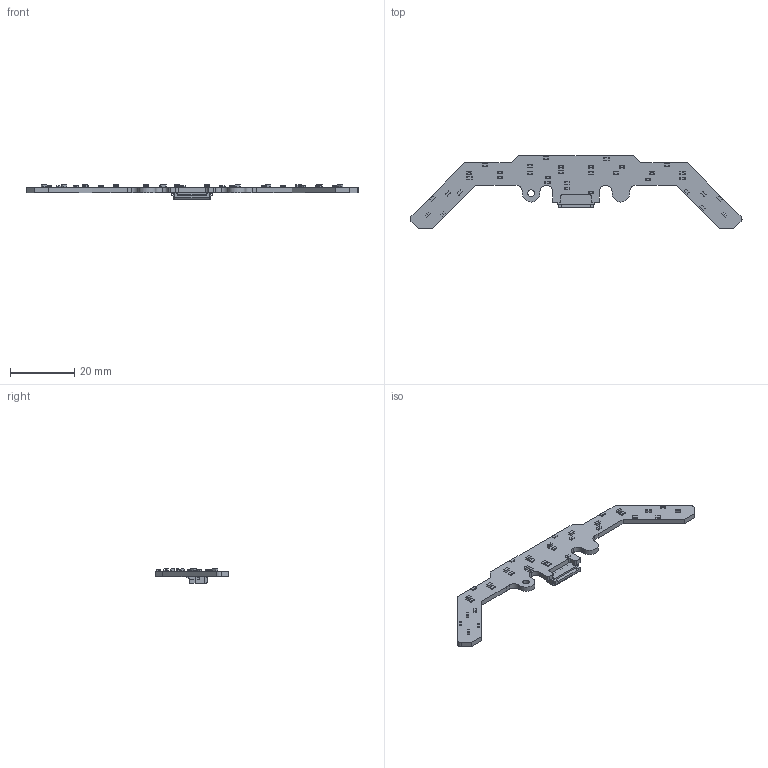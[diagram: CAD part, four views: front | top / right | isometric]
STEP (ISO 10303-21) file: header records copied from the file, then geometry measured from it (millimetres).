
FILE_DESCRIPTION(('KiCad electronic assembly'),'2;1');
FILE_NAME('Sensor_PCB.step','2024-11-23T05:15:38',('Pcbnew'),('Kicad'), 'Open CASCADE STEP processor 7.8','KiCad to STEP converter','Unknown' );
FILE_SCHEMA(('AUTOMOTIVE_DESIGN { 1 0 10303 214 1 1 1 1 }'));
Length unit declared in the file: millimetre
Products named in the file (8): Sensor_PCB 1; C_0603_1608Metric; R_0603_1608Metric; Hirose_FH12-17S-0.5SH_1x17-1MP_P0.50mm_Horizontal; Hirose_FH12_xxS_0_5SH_Parametric_v0_1; Sensor_PCB_PCB
Assembly tree (40 placements, depth 3):
  Sensor_PCB 1
    C_0603_1608Metric  x14
      C_0603_1608Metric
    R_0603_1608Metric  x21
      R_0603_1608Metric
    Hirose_FH12-17S-0.5SH_1x17-1MP_P0.50mm_Horizontal
      Hirose_FH12_xxS_0_5SH_Parametric_v0_1
    Sensor_PCB_PCB
Bounding box: 103.61 x 22.75 x 4.5 mm (x, y, z)
Volume: 1742.1 mm3; surface area: 3030.1 mm2
Topology: 39 solids, 39 shells, 1243 faces, 3323 edges, 2186 vertices
Faces by surface type: plane 864, cylinder 379
Full cylindrical faces by diameter (mm): 2.1 x1
Entity records: 12401 total; most frequent: CARTESIAN_POINT 2109, ORIENTED_EDGE 2054, DIRECTION 1953, EDGE_CURVE 1027, LINE 901, VECTOR 901, VERTEX_POINT 682, AXIS2_PLACEMENT_3D 526
